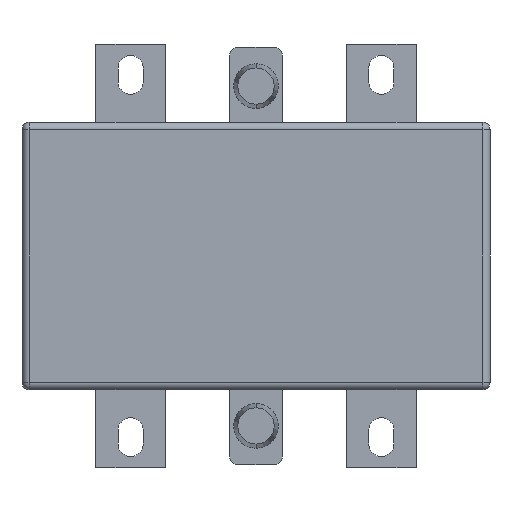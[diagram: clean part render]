
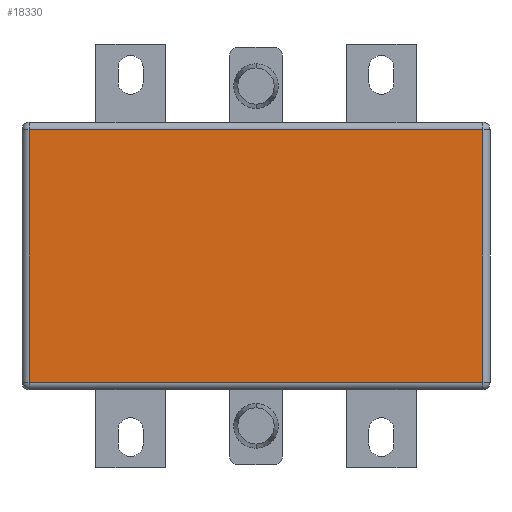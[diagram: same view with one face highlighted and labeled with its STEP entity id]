
A CAD part, front view. The second image highlights one B-rep face of the part: STEP entity #18330.
In plain terms, the highlighted planar face has unit normal (0, -1, 0).
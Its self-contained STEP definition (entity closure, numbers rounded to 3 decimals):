
#124 = LINE ( 'NONE', #15273, #17956 ) ;
#2182 = VERTEX_POINT ( 'NONE', #24254 ) ;
#3213 = VECTOR ( 'NONE', #5501, 1000. ) ;
#5501 = DIRECTION ( 'NONE',  ( -1., 0., 0. ) ) ;
#6300 = VERTEX_POINT ( 'NONE', #22029 ) ;
#6767 = FACE_OUTER_BOUND ( 'NONE', #24750, .T. ) ;
#8579 = DIRECTION ( 'NONE',  ( 0., 0., 1. ) ) ;
#8852 = VERTEX_POINT ( 'NONE', #19023 ) ;
#9695 = ORIENTED_EDGE ( 'NONE', *, *, #26172, .T. ) ;
#10394 = CARTESIAN_POINT ( 'NONE',  ( -40.7, -43., 24. ) ) ;
#11869 = ORIENTED_EDGE ( 'NONE', *, *, #26225, .T. ) ;
#13122 = VERTEX_POINT ( 'NONE', #21951 ) ;
#13267 = VECTOR ( 'NONE', #27083, 1000. ) ;
#13342 = VECTOR ( 'NONE', #29398, 1000. ) ;
#13958 = DIRECTION ( 'NONE',  ( -1., 0., 0. ) ) ;
#14744 = LINE ( 'NONE', #16931, #3213 ) ;
#15273 = CARTESIAN_POINT ( 'NONE',  ( 40.7, -43., 24. ) ) ;
#16746 = ORIENTED_EDGE ( 'NONE', *, *, #22752, .T. ) ;
#16931 = CARTESIAN_POINT ( 'NONE',  ( -42., -43., 22.7 ) ) ;
#17956 = VECTOR ( 'NONE', #8579, 1000. ) ;
#18330 = ADVANCED_FACE ( 'NONE', ( #6767 ), #25868, .F. ) ;
#19023 = CARTESIAN_POINT ( 'NONE',  ( -40.7, -43., -22.7 ) ) ;
#19451 = ORIENTED_EDGE ( 'NONE', *, *, #22807, .T. ) ;
#19480 = LINE ( 'NONE', #24653, #13267 ) ;
#19570 = LINE ( 'NONE', #10394, #13342 ) ;
#20988 = CARTESIAN_POINT ( 'NONE',  ( -42., -43., 24. ) ) ;
#21951 = CARTESIAN_POINT ( 'NONE',  ( -40.7, -43., 22.7 ) ) ;
#22029 = CARTESIAN_POINT ( 'NONE',  ( 40.7, -43., 22.7 ) ) ;
#22752 = EDGE_CURVE ( 'NONE', #8852, #2182, #19480, .T. ) ;
#22807 = EDGE_CURVE ( 'NONE', #2182, #6300, #124, .T. ) ;
#24254 = CARTESIAN_POINT ( 'NONE',  ( 40.7, -43., -22.7 ) ) ;
#24653 = CARTESIAN_POINT ( 'NONE',  ( -42., -43., -22.7 ) ) ;
#24750 = EDGE_LOOP ( 'NONE', ( #16746, #19451, #9695, #11869 ) ) ;
#25868 = PLANE ( 'NONE',  #28910 ) ;
#26172 = EDGE_CURVE ( 'NONE', #6300, #13122, #14744, .T. ) ;
#26225 = EDGE_CURVE ( 'NONE', #13122, #8852, #19570, .T. ) ;
#27083 = DIRECTION ( 'NONE',  ( 1., 0., 0. ) ) ;
#28307 = DIRECTION ( 'NONE',  ( 0., 1., 0. ) ) ;
#28910 = AXIS2_PLACEMENT_3D ( 'NONE', #20988, #28307, #13958 ) ;
#29398 = DIRECTION ( 'NONE',  ( 0., 0., -1. ) ) ;
